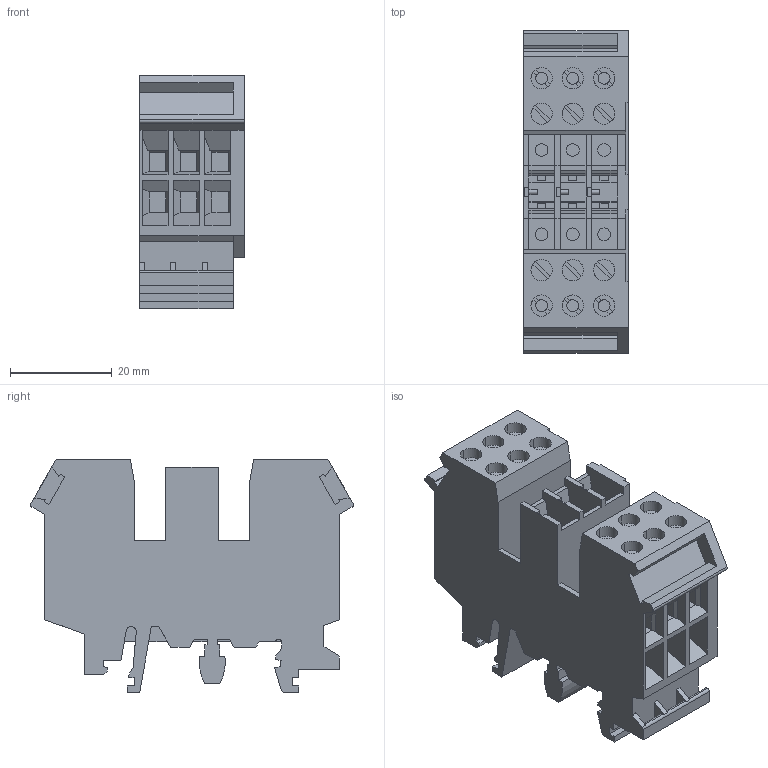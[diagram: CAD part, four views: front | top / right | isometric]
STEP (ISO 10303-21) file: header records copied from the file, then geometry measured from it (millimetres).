
FILE_DESCRIPTION(('Creo Elements/Direct Modeling STEP Export'),'2;1');
FILE_NAME('model.stp','2020-10-08T10:58:35',(''),(''),'Creo Elements/Direct Modeling STEP processor for AP214 (Solid Model)','Creo Elements/Direct Modeling 20.1A 29-Sep-2018 (C) Parametric Technology GmbH','');
FILE_SCHEMA(('AUTOMOTIVE_DESIGN { 1 0 10303 214 1 1 1 1 }'));
Length unit declared in the file: millimetre
Products named in the file (2): UDK-RELG_3-select
Assembly tree (1 placements, depth 2):
  UDK-RELG_3-select
    UDK-RELG_3-select
Bounding box: 20.65 x 63.6 x 45.9 mm (x, y, z)
Volume: 32799.5 mm3; surface area: 17410.6 mm2
Topology: 1 solids, 1 shells, 558 faces, 1527 edges, 995 vertices
Faces by surface type: plane 483, cylinder 75
Entity records: 18028 total; most frequent: ORIENTED_EDGE 3054, CARTESIAN_POINT 2868, DIRECTION 2481, EDGE_CURVE 1527, VECTOR 1265, LINE 1265, VERTEX_POINT 995, AXIS2_PLACEMENT_3D 608
